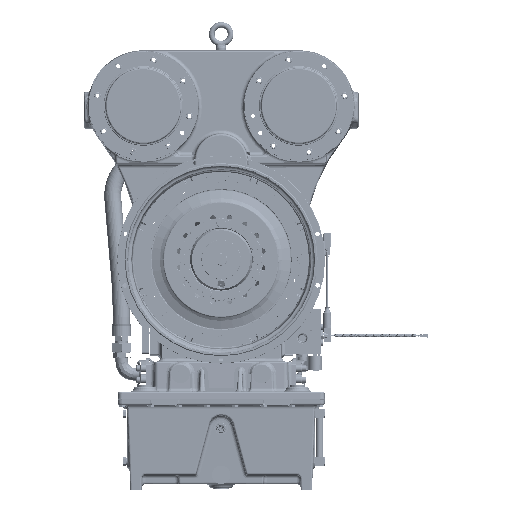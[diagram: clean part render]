
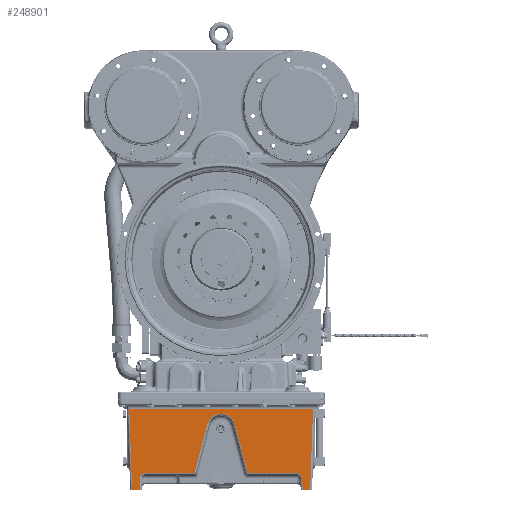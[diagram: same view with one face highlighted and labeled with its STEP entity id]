
A CAD part, top view. The second image highlights one B-rep face of the part: STEP entity #248901.
In plain terms, the highlighted planar face has unit normal (0, -0.035, 0.999).
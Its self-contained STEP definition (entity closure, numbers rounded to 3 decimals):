
#2196 = ORIENTED_EDGE ( 'NONE', *, *, #191398, .T. ) ;
#15584 = LINE ( 'NONE', #287776, #89402 ) ;
#20630 = EDGE_CURVE ( 'NONE', #92467, #277135, #52223, .T. ) ;
#23575 = CARTESIAN_POINT ( 'NONE',  ( 36.222, -436.669, 110.039 ) ) ;
#23582 = PLANE ( 'NONE',  #242453 ) ;
#24043 = CARTESIAN_POINT ( 'NONE',  ( 36.222, -436.669, 110.039 ) ) ;
#25739 = EDGE_CURVE ( 'NONE', #125005, #257587, #213858, .T. ) ;
#31625 = VERTEX_POINT ( 'NONE', #120655 ) ;
#36097 = CARTESIAN_POINT ( 'NONE',  ( -200.343, -566.374, 105.51 ) ) ;
#37564 = CARTESIAN_POINT ( 'NONE',  ( -215.334, -580.851, 105.004 ) ) ;
#39464 = VERTEX_POINT ( 'NONE', #40108 ) ;
#40108 = CARTESIAN_POINT ( 'NONE',  ( -36.222, -436.669, 110.039 ) ) ;
#41357 = EDGE_CURVE ( 'NONE', #257587, #277135, #200431, .T. ) ;
#44797 = VECTOR ( 'NONE', #187608, 1000. ) ;
#49552 = LINE ( 'NONE', #248279, #138406 ) ;
#52172 = ORIENTED_EDGE ( 'NONE', *, *, #169906, .T. ) ;
#52223 = LINE ( 'NONE', #231841, #156342 ) ;
#53531 = LINE ( 'NONE', #208116, #102626 ) ;
#53664 = CARTESIAN_POINT ( 'NONE',  ( 180., -566.374, 105.51 ) ) ;
#54795 = CARTESIAN_POINT ( 'NONE',  ( -70.977, -566.374, 105.51 ) ) ;
#55257 = CARTESIAN_POINT ( 'NONE',  ( -215.334, -580.851, 105.004 ) ) ;
#55727 = CARTESIAN_POINT ( 'NONE',  ( 180., -366.2, 112.5 ) ) ;
#57687 = CARTESIAN_POINT ( 'NONE',  ( 200.343, -566.374, 105.51 ) ) ;
#62514 = VERTEX_POINT ( 'NONE', #55257 ) ;
#64651 = VECTOR ( 'NONE', #243605, 1000. ) ;
#65776 = ORIENTED_EDGE ( 'NONE', *, *, #41357, .T. ) ;
#67580 = CARTESIAN_POINT ( 'NONE',  ( -215.328, -580.677, 105.01 ) ) ;
#71411 = LINE ( 'NONE', #139139, #44797 ) ;
#72137 = ORIENTED_EDGE ( 'NONE', *, *, #244573, .T. ) ;
#73160 = CARTESIAN_POINT ( 'NONE',  ( 236.447, -611.2, 103.944 ) ) ;
#75868 = CARTESIAN_POINT ( 'NONE',  ( 70.934, -566.213, 105.515 ) ) ;
#82494 = ORIENTED_EDGE ( 'NONE', *, *, #183700, .T. ) ;
#82569 = ORIENTED_EDGE ( 'NONE', *, *, #139202, .T. ) ;
#87588 = VECTOR ( 'NONE', #198989, 1000. ) ;
#89036 = LINE ( 'NONE', #267078, #64651 ) ;
#89101 = DIRECTION ( 'NONE',  ( 0.035, -0.999, -0.035 ) ) ;
#89402 = VECTOR ( 'NONE', #89101, 1000. ) ;
#89444 =( BOUNDED_CURVE ( )  B_SPLINE_CURVE ( 3, ( #37564, #254353, #286243, #36097 ),
 .UNSPECIFIED., .F., .T. ) 
 B_SPLINE_CURVE_WITH_KNOTS ( ( 4, 4 ),
 ( 1.606, 3.142 ),
 .UNSPECIFIED. ) 
 CURVE ( )  GEOMETRIC_REPRESENTATION_ITEM ( )  RATIONAL_B_SPLINE_CURVE ( ( 1., 0.813, 0.813, 1. ) ) 
 REPRESENTATION_ITEM ( '' )  );
#92467 = VERTEX_POINT ( 'NONE', #73160 ) ;
#92715 = CARTESIAN_POINT ( 'NONE',  ( 23.867, -390.56, 111.649 ) ) ;
#94304 = CARTESIAN_POINT ( 'NONE',  ( -243.968, -395.851, 111.465 ) ) ;
#95131 = VERTEX_POINT ( 'NONE', #94304 ) ;
#100462 = CARTESIAN_POINT ( 'NONE',  ( 215.334, -580.851, 105.004 ) ) ;
#100801 = DIRECTION ( 'NONE',  ( -1., 0., 0. ) ) ;
#102626 = VECTOR ( 'NONE', #141863, 1000. ) ;
#104830 = CARTESIAN_POINT ( 'NONE',  ( 215.036, -572.311, 105.302 ) ) ;
#109377 = ORIENTED_EDGE ( 'NONE', *, *, #261493, .T. ) ;
#120655 = CARTESIAN_POINT ( 'NONE',  ( 70.977, -566.374, 105.51 ) ) ;
#122014 = DIRECTION ( 'NONE',  ( 0., -0.035, 0.999 ) ) ;
#125005 = VERTEX_POINT ( 'NONE', #266448 ) ;
#134225 = DIRECTION ( 'NONE',  ( 0.035, -0.999, -0.035 ) ) ;
#138406 = VECTOR ( 'NONE', #273155, 1000. ) ;
#139139 = CARTESIAN_POINT ( 'NONE',  ( 180., -395.851, 111.465 ) ) ;
#139202 = EDGE_CURVE ( 'NONE', #95131, #176156, #15584, .T. ) ;
#141759 = ORIENTED_EDGE ( 'NONE', *, *, #193857, .T. ) ;
#141863 = DIRECTION ( 'NONE',  ( 0.035, 0.999, 0.035 ) ) ;
#143556 = DIRECTION ( 'NONE',  ( 0.259, -0.965, -0.034 ) ) ;
#145554 = EDGE_CURVE ( 'NONE', #31625, #125005, #89036, .T. ) ;
#147453 = CARTESIAN_POINT ( 'NONE',  ( 208.889, -566.374, 105.51 ) ) ;
#148568 = EDGE_LOOP ( 'NONE', ( #232866, #141759, #271418, #82569, #267119, #52172, #72137, #2196, #109377, #290163, #82494, #265897, #215262, #65776 ) ) ;
#149537 = CARTESIAN_POINT ( 'NONE',  ( -216.394, -611.2, 103.944 ) ) ;
#156342 = VECTOR ( 'NONE', #100801, 1000. ) ;
#157599 = VECTOR ( 'NONE', #252418, 1000. ) ;
#158856 = CARTESIAN_POINT ( 'NONE',  ( -36.222, -436.669, 110.039 ) ) ;
#160996 = VERTEX_POINT ( 'NONE', #54795 ) ;
#163801 = CARTESIAN_POINT ( 'NONE',  ( 215.334, -580.851, 105.004 ) ) ;
#169906 = EDGE_CURVE ( 'NONE', #232047, #62514, #267731, .T. ) ;
#176156 = VERTEX_POINT ( 'NONE', #275254 ) ;
#176597 = VERTEX_POINT ( 'NONE', #183046 ) ;
#183046 = CARTESIAN_POINT ( 'NONE',  ( -200.343, -566.374, 105.51 ) ) ;
#183700 = EDGE_CURVE ( 'NONE', #251479, #31625, #277457, .T. ) ;
#187608 = DIRECTION ( 'NONE',  ( -1., 0., 0. ) ) ;
#191398 = EDGE_CURVE ( 'NONE', #176597, #160996, #247039, .T. ) ;
#193792 = CARTESIAN_POINT ( 'NONE',  ( 243.968, -395.851, 111.465 ) ) ;
#193857 = EDGE_CURVE ( 'NONE', #92467, #273096, #53531, .T. ) ;
#198989 = DIRECTION ( 'NONE',  ( -1., 0., 0. ) ) ;
#200431 = LINE ( 'NONE', #226860, #210350 ) ;
#201507 = DIRECTION ( 'NONE',  ( 0.035, 0.999, 0.035 ) ) ;
#208116 = CARTESIAN_POINT ( 'NONE',  ( 244.924, -368.464, 112.421 ) ) ;
#210326 = DIRECTION ( 'NONE',  ( 0., -0.999, -0.035 ) ) ;
#210350 = VECTOR ( 'NONE', #134225, 1000. ) ;
#211866 = VECTOR ( 'NONE', #201507, 1000. ) ;
#213858 =( BOUNDED_CURVE ( )  B_SPLINE_CURVE ( 3, ( #57687, #147453, #104830, #100462 ),
 .UNSPECIFIED., .F., .F. ) 
 B_SPLINE_CURVE_WITH_KNOTS ( ( 4, 4 ),
 ( 0., 1.536 ),
 .UNSPECIFIED. ) 
 CURVE ( )  GEOMETRIC_REPRESENTATION_ITEM ( )  RATIONAL_B_SPLINE_CURVE ( ( 1., 0.813, 0.813, 1. ) ) 
 REPRESENTATION_ITEM ( '' )  );
#215262 = ORIENTED_EDGE ( 'NONE', *, *, #25739, .T. ) ;
#221071 = CARTESIAN_POINT ( 'NONE',  ( 180., -611.2, 103.944 ) ) ;
#221512 = EDGE_CURVE ( 'NONE', #39464, #251479, #280496, .T. ) ;
#225414 = LINE ( 'NONE', #221071, #87588 ) ;
#226860 = CARTESIAN_POINT ( 'NONE',  ( 216.562, -616.026, 103.776 ) ) ;
#229453 = EDGE_CURVE ( 'NONE', #232047, #176156, #225414, .T. ) ;
#231841 = CARTESIAN_POINT ( 'NONE',  ( 180., -611.2, 103.944 ) ) ;
#232047 = VERTEX_POINT ( 'NONE', #149537 ) ;
#232866 = ORIENTED_EDGE ( 'NONE', *, *, #20630, .F. ) ;
#242453 = AXIS2_PLACEMENT_3D ( 'NONE', #55727, #122014, #210326 ) ;
#243605 = DIRECTION ( 'NONE',  ( 1., 0., 0. ) ) ;
#244573 = EDGE_CURVE ( 'NONE', #62514, #176597, #89444, .T. ) ;
#245850 = CARTESIAN_POINT ( 'NONE',  ( -23.867, -390.56, 111.649 ) ) ;
#247039 = LINE ( 'NONE', #53664, #157599 ) ;
#248279 = CARTESIAN_POINT ( 'NONE',  ( -36.179, -436.507, 110.045 ) ) ;
#248704 = FACE_OUTER_BOUND ( 'NONE', #148568, .T. ) ;
#248901 = ADVANCED_FACE ( 'NONE', ( #248704 ), #23582, .T. ) ;
#251479 = VERTEX_POINT ( 'NONE', #24043 ) ;
#252418 = DIRECTION ( 'NONE',  ( 1., 0., 0. ) ) ;
#254353 = CARTESIAN_POINT ( 'NONE',  ( -215.036, -572.311, 105.302 ) ) ;
#257587 = VERTEX_POINT ( 'NONE', #163801 ) ;
#261493 = EDGE_CURVE ( 'NONE', #160996, #39464, #49552, .T. ) ;
#265897 = ORIENTED_EDGE ( 'NONE', *, *, #145554, .T. ) ;
#266448 = CARTESIAN_POINT ( 'NONE',  ( 200.343, -566.374, 105.51 ) ) ;
#267078 = CARTESIAN_POINT ( 'NONE',  ( 180., -566.374, 105.51 ) ) ;
#267119 = ORIENTED_EDGE ( 'NONE', *, *, #229453, .F. ) ;
#267731 = LINE ( 'NONE', #67580, #211866 ) ;
#271418 = ORIENTED_EDGE ( 'NONE', *, *, #284632, .T. ) ;
#271570 = CARTESIAN_POINT ( 'NONE',  ( 216.394, -611.2, 103.944 ) ) ;
#273096 = VERTEX_POINT ( 'NONE', #193792 ) ;
#273155 = DIRECTION ( 'NONE',  ( 0.259, 0.965, 0.034 ) ) ;
#275254 = CARTESIAN_POINT ( 'NONE',  ( -236.447, -611.2, 103.944 ) ) ;
#277135 = VERTEX_POINT ( 'NONE', #271570 ) ;
#277457 = LINE ( 'NONE', #75868, #277678 ) ;
#277678 = VECTOR ( 'NONE', #143556, 1000. ) ;
#280496 =( BOUNDED_CURVE ( )  B_SPLINE_CURVE ( 3, ( #158856, #245850, #92715, #23575 ),
 .UNSPECIFIED., .F., .F. ) 
 B_SPLINE_CURVE_WITH_KNOTS ( ( 4, 4 ),
 ( 4.974, 7.592 ),
 .UNSPECIFIED. ) 
 CURVE ( )  GEOMETRIC_REPRESENTATION_ITEM ( )  RATIONAL_B_SPLINE_CURVE ( ( 1., 0.506, 0.506, 1. ) ) 
 REPRESENTATION_ITEM ( '' )  );
#284632 = EDGE_CURVE ( 'NONE', #273096, #95131, #71411, .T. ) ;
#286243 = CARTESIAN_POINT ( 'NONE',  ( -208.889, -566.374, 105.51 ) ) ;
#287776 = CARTESIAN_POINT ( 'NONE',  ( -244.486, -381.005, 111.983 ) ) ;
#290163 = ORIENTED_EDGE ( 'NONE', *, *, #221512, .T. ) ;
